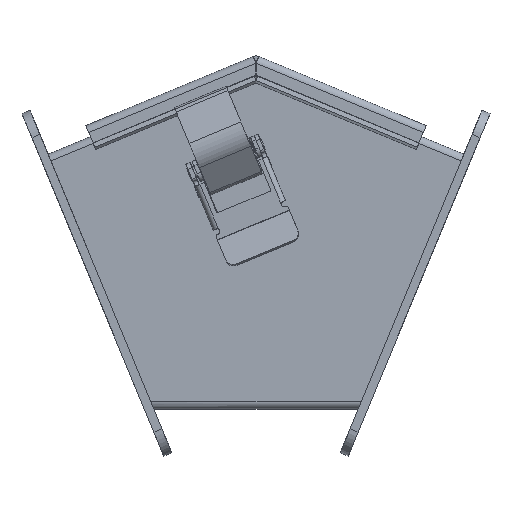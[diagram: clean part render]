
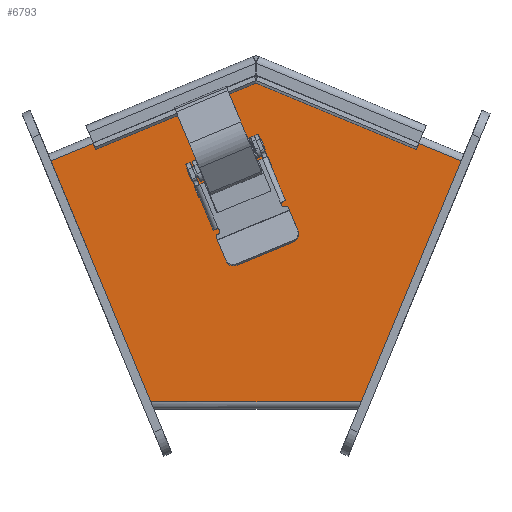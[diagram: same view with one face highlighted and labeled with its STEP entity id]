
A CAD part, front view. The second image highlights one B-rep face of the part: STEP entity #6793.
In plain terms, the highlighted planar face has unit normal (0, -1, 0).
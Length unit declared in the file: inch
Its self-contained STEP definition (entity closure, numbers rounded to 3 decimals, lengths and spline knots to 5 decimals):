
#99 = CARTESIAN_POINT ( 'NONE',  ( -1.52874, -2., 0.108 ) ) ;
#128 = LINE ( 'NONE', #9024, #2831 ) ;
#245 = VECTOR ( 'NONE', #8393, 39.37008 ) ;
#256 = CARTESIAN_POINT ( 'NONE',  ( -3.125, -2., 0.108 ) ) ;
#494 = VECTOR ( 'NONE', #7460, 39.37008 ) ;
#805 = VECTOR ( 'NONE', #6126, 39.37008 ) ;
#1368 = CARTESIAN_POINT ( 'NONE',  ( -3.125, -2., 5. ) ) ;
#1695 = LINE ( 'NONE', #256, #2808 ) ;
#1855 = ORIENTED_EDGE ( 'NONE', *, *, #6625, .F. ) ;
#2108 = EDGE_CURVE ( 'NONE', #8260, #5507, #8863, .T. ) ;
#2808 = VECTOR ( 'NONE', #5953, 39.37008 ) ;
#2831 = VECTOR ( 'NONE', #3051, 39.37008 ) ;
#3051 = DIRECTION ( 'NONE',  ( 0.924, 0., 0.383 ) ) ;
#3075 = ORIENTED_EDGE ( 'NONE', *, *, #7934, .F. ) ;
#3184 = LINE ( 'NONE', #5438, #245 ) ;
#3408 = ORIENTED_EDGE ( 'NONE', *, *, #6904, .F. ) ;
#3535 = DIRECTION ( 'NONE',  ( 0., 0., -1. ) ) ;
#3859 = EDGE_LOOP ( 'NONE', ( #1855, #8046, #8783, #3075, #3408 ) ) ;
#4203 = AXIS2_PLACEMENT_3D ( 'NONE', #1368, #8137, #3535 ) ;
#4763 = CARTESIAN_POINT ( 'NONE',  ( 0., -2., 4.82736 ) ) ;
#5144 = CARTESIAN_POINT ( 'NONE',  ( 2.9734, -2., 3.59574 ) ) ;
#5412 = VERTEX_POINT ( 'NONE', #99 ) ;
#5438 = CARTESIAN_POINT ( 'NONE',  ( -1.484, -2., 0. ) ) ;
#5507 = VERTEX_POINT ( 'NONE', #4763 ) ;
#5732 = PLANE ( 'NONE',  #4203 ) ;
#5765 = VERTEX_POINT ( 'NONE', #6791 ) ;
#5953 = DIRECTION ( 'NONE',  ( -1., 0., 0. ) ) ;
#6056 = VERTEX_POINT ( 'NONE', #6313 ) ;
#6126 = DIRECTION ( 'NONE',  ( -0.383, 0., -0.924 ) ) ;
#6313 = CARTESIAN_POINT ( 'NONE',  ( -2.9734, -2., 3.59574 ) ) ;
#6584 = CARTESIAN_POINT ( 'NONE',  ( 2.9734, -2., 3.59574 ) ) ;
#6625 = EDGE_CURVE ( 'NONE', #8260, #5765, #7739, .T. ) ;
#6791 = CARTESIAN_POINT ( 'NONE',  ( 1.52874, -2., 0.108 ) ) ;
#6793 = ADVANCED_FACE ( 'NONE', ( #8865 ), #5732, .T. ) ;
#6904 = EDGE_CURVE ( 'NONE', #5765, #5412, #1695, .T. ) ;
#7460 = DIRECTION ( 'NONE',  ( -0.924, 0., 0.383 ) ) ;
#7641 = CARTESIAN_POINT ( 'NONE',  ( 1.484, -2., 0. ) ) ;
#7739 = LINE ( 'NONE', #7641, #805 ) ;
#7934 = EDGE_CURVE ( 'NONE', #5412, #6056, #3184, .T. ) ;
#8046 = ORIENTED_EDGE ( 'NONE', *, *, #2108, .T. ) ;
#8137 = DIRECTION ( 'NONE',  ( 0., -1., 0. ) ) ;
#8260 = VERTEX_POINT ( 'NONE', #5144 ) ;
#8393 = DIRECTION ( 'NONE',  ( -0.383, 0., 0.924 ) ) ;
#8783 = ORIENTED_EDGE ( 'NONE', *, *, #9206, .F. ) ;
#8863 = LINE ( 'NONE', #6584, #494 ) ;
#8865 = FACE_OUTER_BOUND ( 'NONE', #3859, .T. ) ;
#9024 = CARTESIAN_POINT ( 'NONE',  ( 0., -2., 4.82736 ) ) ;
#9206 = EDGE_CURVE ( 'NONE', #6056, #5507, #128, .T. ) ;
